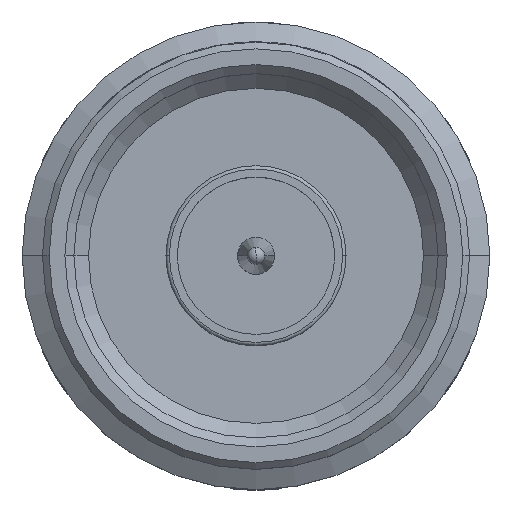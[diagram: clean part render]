
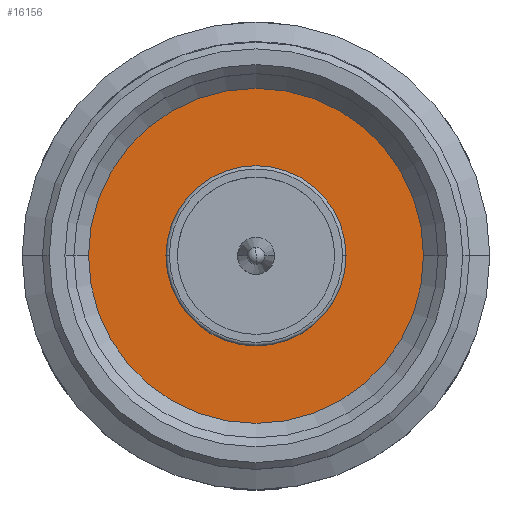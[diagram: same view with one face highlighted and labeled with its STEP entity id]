
A CAD part, top view. The second image highlights one B-rep face of the part: STEP entity #16156.
In plain terms, the highlighted planar face has unit normal (0, 0, 1).
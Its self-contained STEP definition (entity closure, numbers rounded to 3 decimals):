
#399 = CARTESIAN_POINT ( 'NONE',  ( 0., 0., -3.5 ) ) ;
#438 = CARTESIAN_POINT ( 'NONE',  ( 0., 0., -3.5 ) ) ;
#2700 = DIRECTION ( 'NONE',  ( 1., 0., 0. ) ) ;
#2737 = DIRECTION ( 'NONE',  ( -1., 0., 0. ) ) ;
#2810 = PLANE ( 'NONE',  #19154 ) ;
#4088 = VERTEX_POINT ( 'NONE', #5051 ) ;
#4383 = ORIENTED_EDGE ( 'NONE', *, *, #22576, .T. ) ;
#5051 = CARTESIAN_POINT ( 'NONE',  ( -4.005, 0., -3.5 ) ) ;
#6430 = AXIS2_PLACEMENT_3D ( 'NONE', #399, #16487, #2700 ) ;
#7500 = ORIENTED_EDGE ( 'NONE', *, *, #10122, .T. ) ;
#7562 = DIRECTION ( 'NONE',  ( 0., 0., -1. ) ) ;
#10122 = EDGE_CURVE ( 'NONE', #16847, #4088, #10869, .T. ) ;
#10472 = CARTESIAN_POINT ( 'NONE',  ( 0., 0., -3.5 ) ) ;
#10727 = CARTESIAN_POINT ( 'NONE',  ( -7.45, 0., -3.5 ) ) ;
#10869 = CIRCLE ( 'NONE', #19676, 4.005 ) ;
#11845 = VERTEX_POINT ( 'NONE', #25284 ) ;
#12758 = DIRECTION ( 'NONE',  ( -1., 0., 0. ) ) ;
#12818 = EDGE_LOOP ( 'NONE', ( #7500, #23510 ) ) ;
#12973 = CARTESIAN_POINT ( 'NONE',  ( 0., 0., -3.5 ) ) ;
#13739 = FACE_BOUND ( 'NONE', #12818, .T. ) ;
#13786 = CARTESIAN_POINT ( 'NONE',  ( 4.005, 0., -3.5 ) ) ;
#14913 = AXIS2_PLACEMENT_3D ( 'NONE', #438, #16531, #2737 ) ;
#14954 = CIRCLE ( 'NONE', #26104, 7.45 ) ;
#15265 = DIRECTION ( 'NONE',  ( 1., 0., 0. ) ) ;
#16156 = ADVANCED_FACE ( 'NONE', ( #13739, #19130 ), #2810, .F. ) ;
#16487 = DIRECTION ( 'NONE',  ( 0., 0., 1. ) ) ;
#16531 = DIRECTION ( 'NONE',  ( 0., 0., -1. ) ) ;
#16847 = VERTEX_POINT ( 'NONE', #13786 ) ;
#17465 = ORIENTED_EDGE ( 'NONE', *, *, #19612, .T. ) ;
#17467 = CIRCLE ( 'NONE', #14913, 4.005 ) ;
#19013 = CARTESIAN_POINT ( 'NONE',  ( 0., 0., -3.5 ) ) ;
#19130 = FACE_OUTER_BOUND ( 'NONE', #20178, .T. ) ;
#19154 = AXIS2_PLACEMENT_3D ( 'NONE', #19013, #7562, #23641 ) ;
#19612 = EDGE_CURVE ( 'NONE', #11845, #27518, #28729, .T. ) ;
#19676 = AXIS2_PLACEMENT_3D ( 'NONE', #10472, #26513, #12758 ) ;
#20178 = EDGE_LOOP ( 'NONE', ( #17465, #4383 ) ) ;
#22576 = EDGE_CURVE ( 'NONE', #27518, #11845, #14954, .T. ) ;
#23510 = ORIENTED_EDGE ( 'NONE', *, *, #29690, .T. ) ;
#23641 = DIRECTION ( 'NONE',  ( -1., 0., 0. ) ) ;
#25284 = CARTESIAN_POINT ( 'NONE',  ( 7.45, 0., -3.5 ) ) ;
#26104 = AXIS2_PLACEMENT_3D ( 'NONE', #12973, #29001, #15265 ) ;
#26513 = DIRECTION ( 'NONE',  ( 0., 0., -1. ) ) ;
#27518 = VERTEX_POINT ( 'NONE', #10727 ) ;
#28729 = CIRCLE ( 'NONE', #6430, 7.45 ) ;
#29001 = DIRECTION ( 'NONE',  ( 0., 0., 1. ) ) ;
#29690 = EDGE_CURVE ( 'NONE', #4088, #16847, #17467, .T. ) ;
